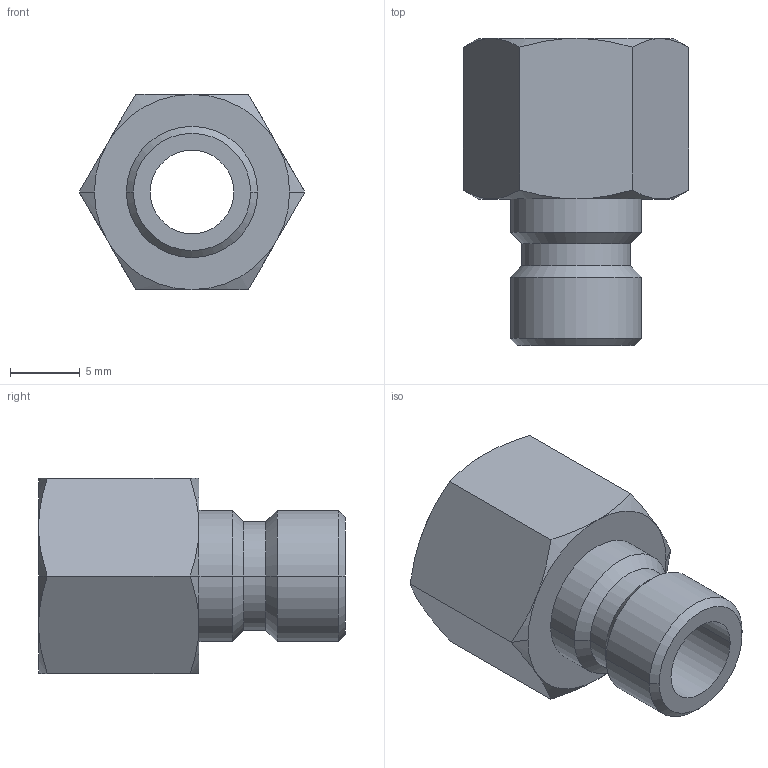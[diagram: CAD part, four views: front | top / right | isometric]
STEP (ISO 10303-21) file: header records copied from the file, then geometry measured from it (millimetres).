
FILE_DESCRIPTION(('STEP AP214'),'1');
FILE_NAME('esdm_18_ni.stp','2020-04-22T06:12:23',('TraceParts'),('TraceParts S.A.'),'Spatial InterOp 3D',' ',' ');
FILE_SCHEMA(('automotive_design'));
Length unit declared in the file: millimetre
Products named in the file (1): 1
Bounding box: 16.17 x 22 x 14 mm (x, y, z)
Volume: 1689.4 mm3; surface area: 1640.4 mm2
Topology: 1 solids, 1 shells, 48 faces, 100 edges, 56 vertices
Faces by surface type: cone 26, cylinder 12, plane 10
Entity records: 1680 total; most frequent: CARTESIAN_POINT 301, DIRECTION 218, ORIENTED_EDGE 200, EDGE_CURVE 100, AXIS2_PLACEMENT_3D 93, VERTEX_POINT 56, EDGE_LOOP 52, STYLED_ITEM 48
